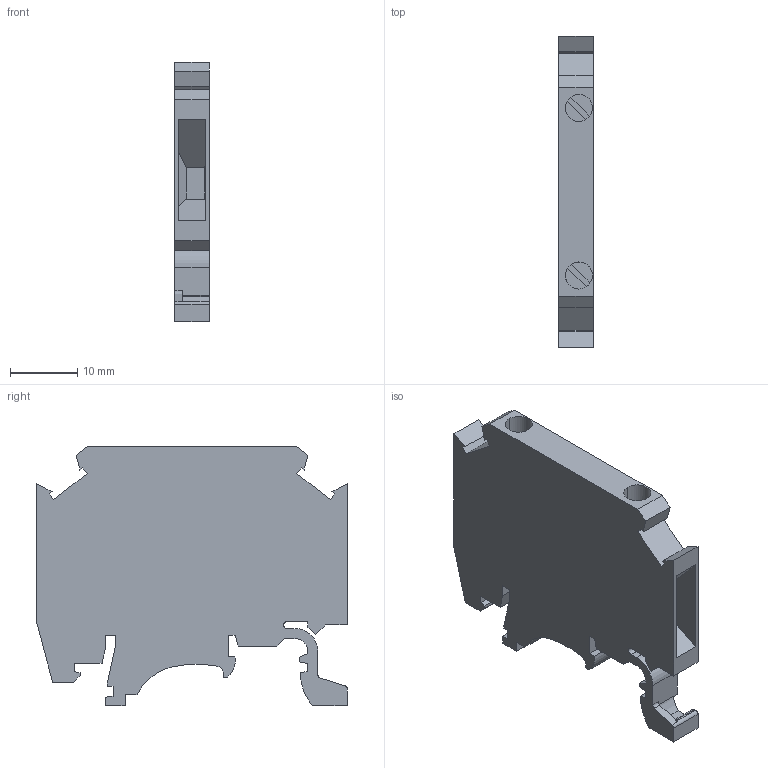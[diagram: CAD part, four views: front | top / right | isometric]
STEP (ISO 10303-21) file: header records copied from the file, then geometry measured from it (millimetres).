
FILE_DESCRIPTION(('Creo Elements/Direct Modeling STEP Export'),'2;1');
FILE_NAME('model.stp','2020-11-27T 9:39:49',(''),(''),'Creo Elements/Direct Modeling STEP processor for AP214 (Solid Model)','Creo Elements/Direct Modeling 20.1A 29-Sep-2018 (C) Parametric Technology GmbH','');
FILE_SCHEMA(('AUTOMOTIVE_DESIGN { 1 0 10303 214 1 1 1 1 }'));
Length unit declared in the file: millimetre
Products named in the file (2): MTKD-select
Assembly tree (1 placements, depth 2):
  MTKD-select
    MTKD-select
Bounding box: 5.15 x 46.35 x 38.7 mm (x, y, z)
Volume: 6417 mm3; surface area: 4770.8 mm2
Topology: 1 solids, 1 shells, 118 faces, 330 edges, 218 vertices
Faces by surface type: plane 101, cylinder 17
Entity records: 4675 total; most frequent: ORIENTED_EDGE 660, CARTESIAN_POINT 655, DIRECTION 589, EDGE_CURVE 330, VECTOR 285, LINE 285, VERTEX_POINT 218, AXIS2_PLACEMENT_3D 152
